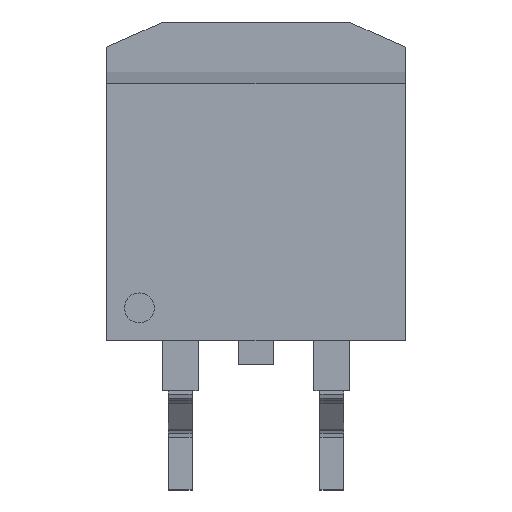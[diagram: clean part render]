
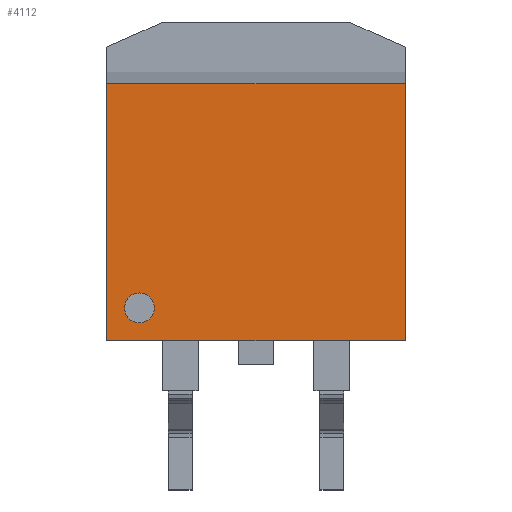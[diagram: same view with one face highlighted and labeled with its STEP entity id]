
A CAD part, top view. The second image highlights one B-rep face of the part: STEP entity #4112.
In plain terms, the highlighted planar face has unit normal (0, 0, 1).
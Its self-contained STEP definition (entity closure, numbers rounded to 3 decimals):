
#4112 = ADVANCED_FACE('',(#4113),#4127,.T.);
#4113 = FACE_BOUND('',#4114,.T.);
#4114 = EDGE_LOOP('',(#4115,#4138,#4166,#4194));
#4115 = ORIENTED_EDGE('',*,*,#4116,.F.);
#4116 = EDGE_CURVE('',#4117,#4119,#4121,.T.);
#4117 = VERTEX_POINT('',#4118);
#4118 = CARTESIAN_POINT('',(4.48,1.454,2.236)
  );
#4119 = VERTEX_POINT('',#4120);
#4120 = CARTESIAN_POINT('',(-5.52,1.454,2.236
    ));
#4121 = SURFACE_CURVE('',#4122,(#4126),.PCURVE_S1.);
#4122 = LINE('',#4123,#4124);
#4123 = CARTESIAN_POINT('',(4.48,1.454,2.236)
  );
#4124 = VECTOR('',#4125,1.);
#4125 = DIRECTION('',(-1.,0.,0.));
#4126 = PCURVE('',#4127,#4132);
#4127 = PLANE('',#4128);
#4128 = AXIS2_PLACEMENT_3D('',#4129,#4130,#4131);
#4129 = CARTESIAN_POINT('',(4.48,10.064,2.236
    ));
#4130 = DIRECTION('',(0.,0.,1.));
#4131 = DIRECTION('',(1.,0.,0.));
#4132 = DEFINITIONAL_REPRESENTATION('',(#4133),#4137);
#4133 = LINE('',#4134,#4135);
#4134 = CARTESIAN_POINT('',(0.,-8.61));
#4135 = VECTOR('',#4136,1.);
#4136 = DIRECTION('',(-1.,0.));
#4137 = ( GEOMETRIC_REPRESENTATION_CONTEXT(2) 
PARAMETRIC_REPRESENTATION_CONTEXT() REPRESENTATION_CONTEXT('2D SPACE',''
  ) );
#4138 = ORIENTED_EDGE('',*,*,#4139,.T.);
#4139 = EDGE_CURVE('',#4117,#4140,#4142,.T.);
#4140 = VERTEX_POINT('',#4141);
#4141 = CARTESIAN_POINT('',(4.48,10.064,2.236
    ));
#4142 = SURFACE_CURVE('',#4143,(#4147,#4154),.PCURVE_S1.);
#4143 = LINE('',#4144,#4145);
#4144 = CARTESIAN_POINT('',(4.48,1.454,2.236)
  );
#4145 = VECTOR('',#4146,1.);
#4146 = DIRECTION('',(0.,1.,0.));
#4147 = PCURVE('',#4127,#4148);
#4148 = DEFINITIONAL_REPRESENTATION('',(#4149),#4153);
#4149 = LINE('',#4150,#4151);
#4150 = CARTESIAN_POINT('',(0.,-8.61));
#4151 = VECTOR('',#4152,1.);
#4152 = DIRECTION('',(0.,1.));
#4153 = ( GEOMETRIC_REPRESENTATION_CONTEXT(2) 
PARAMETRIC_REPRESENTATION_CONTEXT() REPRESENTATION_CONTEXT('2D SPACE',''
  ) );
#4154 = PCURVE('',#4155,#4160);
#4155 = PLANE('',#4156);
#4156 = AXIS2_PLACEMENT_3D('',#4157,#4158,#4159);
#4157 = CARTESIAN_POINT('',(4.48,1.454,-0.914
    ));
#4158 = DIRECTION('',(-1.,0.,0.));
#4159 = DIRECTION('',(0.,0.,1.));
#4160 = DEFINITIONAL_REPRESENTATION('',(#4161),#4165);
#4161 = LINE('',#4162,#4163);
#4162 = CARTESIAN_POINT('',(3.15,0.));
#4163 = VECTOR('',#4164,1.);
#4164 = DIRECTION('',(0.,1.));
#4165 = ( GEOMETRIC_REPRESENTATION_CONTEXT(2) 
PARAMETRIC_REPRESENTATION_CONTEXT() REPRESENTATION_CONTEXT('2D SPACE',''
  ) );
#4166 = ORIENTED_EDGE('',*,*,#4167,.F.);
#4167 = EDGE_CURVE('',#4168,#4140,#4170,.T.);
#4168 = VERTEX_POINT('',#4169);
#4169 = CARTESIAN_POINT('',(-5.52,10.064,
    2.236));
#4170 = SURFACE_CURVE('',#4171,(#4175,#4182),.PCURVE_S1.);
#4171 = LINE('',#4172,#4173);
#4172 = CARTESIAN_POINT('',(-5.52,10.064,
    2.236));
#4173 = VECTOR('',#4174,1.);
#4174 = DIRECTION('',(1.,0.,0.));
#4175 = PCURVE('',#4127,#4176);
#4176 = DEFINITIONAL_REPRESENTATION('',(#4177),#4181);
#4177 = LINE('',#4178,#4179);
#4178 = CARTESIAN_POINT('',(-10.,0.));
#4179 = VECTOR('',#4180,1.);
#4180 = DIRECTION('',(1.,0.));
#4181 = ( GEOMETRIC_REPRESENTATION_CONTEXT(2) 
PARAMETRIC_REPRESENTATION_CONTEXT() REPRESENTATION_CONTEXT('2D SPACE',''
  ) );
#4182 = PCURVE('',#4183,#4188);
#4183 = PLANE('',#4184);
#4184 = AXIS2_PLACEMENT_3D('',#4185,#4186,#4187);
#4185 = CARTESIAN_POINT('',(4.48,10.454,
    -0.914));
#4186 = DIRECTION('',(0.,0.992,0.123)
  );
#4187 = DIRECTION('',(-1.,0.,0.));
#4188 = DEFINITIONAL_REPRESENTATION('',(#4189),#4193);
#4189 = LINE('',#4190,#4191);
#4190 = CARTESIAN_POINT('',(10.,3.174));
#4191 = VECTOR('',#4192,1.);
#4192 = DIRECTION('',(-1.,0.));
#4193 = ( GEOMETRIC_REPRESENTATION_CONTEXT(2) 
PARAMETRIC_REPRESENTATION_CONTEXT() REPRESENTATION_CONTEXT('2D SPACE',''
  ) );
#4194 = ORIENTED_EDGE('',*,*,#4195,.F.);
#4195 = EDGE_CURVE('',#4119,#4168,#4196,.T.);
#4196 = SURFACE_CURVE('',#4197,(#4201,#4208),.PCURVE_S1.);
#4197 = LINE('',#4198,#4199);
#4198 = CARTESIAN_POINT('',(-5.52,1.454,2.236
    ));
#4199 = VECTOR('',#4200,1.);
#4200 = DIRECTION('',(0.,1.,0.));
#4201 = PCURVE('',#4127,#4202);
#4202 = DEFINITIONAL_REPRESENTATION('',(#4203),#4207);
#4203 = LINE('',#4204,#4205);
#4204 = CARTESIAN_POINT('',(-10.,-8.61));
#4205 = VECTOR('',#4206,1.);
#4206 = DIRECTION('',(0.,1.));
#4207 = ( GEOMETRIC_REPRESENTATION_CONTEXT(2) 
PARAMETRIC_REPRESENTATION_CONTEXT() REPRESENTATION_CONTEXT('2D SPACE',''
  ) );
#4208 = PCURVE('',#4209,#4214);
#4209 = PLANE('',#4210);
#4210 = AXIS2_PLACEMENT_3D('',#4211,#4212,#4213);
#4211 = CARTESIAN_POINT('',(-5.52,1.454,
    -0.914));
#4212 = DIRECTION('',(-1.,0.,0.));
#4213 = DIRECTION('',(0.,0.,1.));
#4214 = DEFINITIONAL_REPRESENTATION('',(#4215),#4219);
#4215 = LINE('',#4216,#4217);
#4216 = CARTESIAN_POINT('',(3.15,0.));
#4217 = VECTOR('',#4218,1.);
#4218 = DIRECTION('',(0.,1.));
#4219 = ( GEOMETRIC_REPRESENTATION_CONTEXT(2) 
PARAMETRIC_REPRESENTATION_CONTEXT() REPRESENTATION_CONTEXT('2D SPACE',''
  ) );
